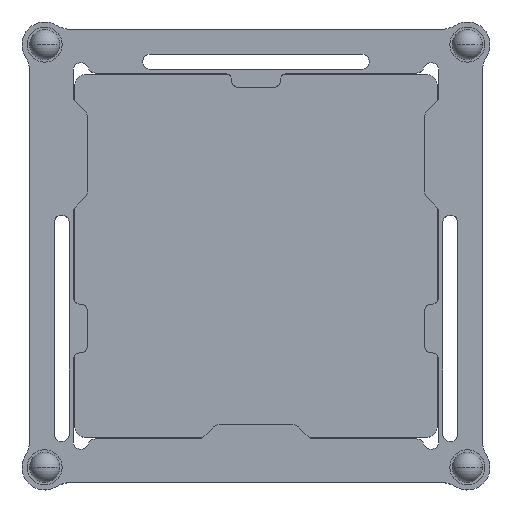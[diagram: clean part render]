
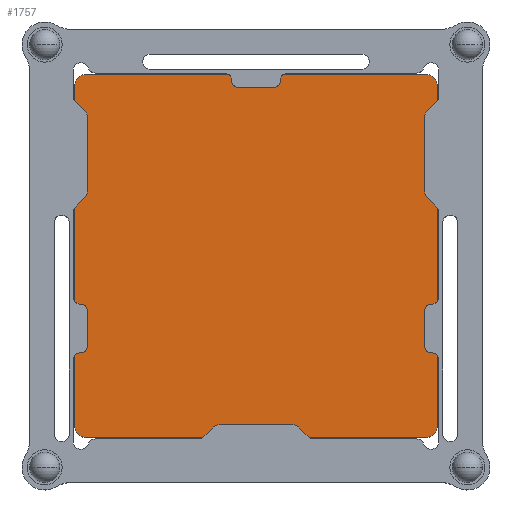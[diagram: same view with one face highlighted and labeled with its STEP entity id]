
A CAD part, top view. The second image highlights one B-rep face of the part: STEP entity #1757.
In plain terms, the highlighted planar face has unit normal (0, 0, 1).
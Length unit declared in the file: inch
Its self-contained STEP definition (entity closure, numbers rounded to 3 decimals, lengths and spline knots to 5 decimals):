
#124 = CARTESIAN_POINT ( 'NONE',  ( -1.42126, 1.42126, 0.25 ) ) ;
#174 = CARTESIAN_POINT ( 'NONE',  ( -1.42126, -1.42126, 0.25 ) ) ;
#185 = CARTESIAN_POINT ( 'NONE',  ( 1.42126, -1.42126, 0.25 ) ) ;
#191 = LINE ( 'NONE', #1606, #4342 ) ;
#296 = EDGE_CURVE ( 'NONE', #8198, #2912, #2133, .T. ) ;
#333 = DIRECTION ( 'NONE',  ( 1., 0., 0. ) ) ;
#466 = EDGE_CURVE ( 'NONE', #5780, #5399, #3212, .T. ) ;
#650 = EDGE_CURVE ( 'NONE', #5020, #4541, #7854, .T. ) ;
#828 = DIRECTION ( 'NONE',  ( 1., 0., 0. ) ) ;
#833 = AXIS2_PLACEMENT_3D ( 'NONE', #124, #7745, #5270 ) ;
#927 = DIRECTION ( 'NONE',  ( 0., -1., 0. ) ) ;
#1279 = DIRECTION ( 'NONE',  ( 0., 0., 1. ) ) ;
#1360 = DIRECTION ( 'NONE',  ( 1., 0., 0. ) ) ;
#1486 = CIRCLE ( 'NONE', #1892, 0.07874 ) ;
#1606 = CARTESIAN_POINT ( 'NONE',  ( 1.5, -1.5, 0.25 ) ) ;
#1665 = CARTESIAN_POINT ( 'NONE',  ( 1.42126, 1.42126, 0.25 ) ) ;
#1757 = ADVANCED_FACE ( 'NONE', ( #6427 ), #3926, .T. ) ;
#1806 = ORIENTED_EDGE ( 'NONE', *, *, #466, .F. ) ;
#1892 = AXIS2_PLACEMENT_3D ( 'NONE', #1665, #1279, #1360 ) ;
#1977 = ORIENTED_EDGE ( 'NONE', *, *, #296, .F. ) ;
#2004 = DIRECTION ( 'NONE',  ( 1., 0., 0. ) ) ;
#2133 = LINE ( 'NONE', #4113, #7937 ) ;
#2569 = AXIS2_PLACEMENT_3D ( 'NONE', #174, #4703, #333 ) ;
#2575 = CARTESIAN_POINT ( 'NONE',  ( 1.5, -1.42126, 0.25 ) ) ;
#2634 = AXIS2_PLACEMENT_3D ( 'NONE', #185, #4040, #828 ) ;
#2700 = CARTESIAN_POINT ( 'NONE',  ( -1.5, 1.42126, 0.25 ) ) ;
#2912 = VERTEX_POINT ( 'NONE', #7171 ) ;
#3212 = LINE ( 'NONE', #5155, #7675 ) ;
#3254 = ORIENTED_EDGE ( 'NONE', *, *, #3751, .T. ) ;
#3305 = CIRCLE ( 'NONE', #2634, 0.07874 ) ;
#3638 = AXIS2_PLACEMENT_3D ( 'NONE', #5690, #5210, #2004 ) ;
#3751 = EDGE_CURVE ( 'NONE', #7086, #5399, #1486, .T. ) ;
#3926 = PLANE ( 'NONE',  #3638 ) ;
#4025 = ORIENTED_EDGE ( 'NONE', *, *, #650, .F. ) ;
#4040 = DIRECTION ( 'NONE',  ( 0., 0., 1. ) ) ;
#4113 = CARTESIAN_POINT ( 'NONE',  ( 1.5, -1.5, 0.25 ) ) ;
#4263 = EDGE_LOOP ( 'NONE', ( #4025, #7785, #1977, #5479, #4331, #3254, #1806, #5959 ) ) ;
#4331 = ORIENTED_EDGE ( 'NONE', *, *, #5735, .F. ) ;
#4342 = VECTOR ( 'NONE', #927, 39.37008 ) ;
#4372 = VECTOR ( 'NONE', #4708, 39.37008 ) ;
#4442 = CIRCLE ( 'NONE', #2569, 0.07874 ) ;
#4498 = VERTEX_POINT ( 'NONE', #2575 ) ;
#4541 = VERTEX_POINT ( 'NONE', #2700 ) ;
#4553 = CARTESIAN_POINT ( 'NONE',  ( -1.5, -1.5, 0.25 ) ) ;
#4703 = DIRECTION ( 'NONE',  ( 0., 0., 1. ) ) ;
#4708 = DIRECTION ( 'NONE',  ( 0., 1., 0. ) ) ;
#4898 = EDGE_CURVE ( 'NONE', #5020, #2912, #4442, .T. ) ;
#4972 = CARTESIAN_POINT ( 'NONE',  ( -1.42126, 1.5, 0.25 ) ) ;
#5020 = VERTEX_POINT ( 'NONE', #6818 ) ;
#5155 = CARTESIAN_POINT ( 'NONE',  ( 1.5, 1.5, 0.25 ) ) ;
#5210 = DIRECTION ( 'NONE',  ( 0., 0., 1. ) ) ;
#5270 = DIRECTION ( 'NONE',  ( 1., 0., 0. ) ) ;
#5399 = VERTEX_POINT ( 'NONE', #5497 ) ;
#5479 = ORIENTED_EDGE ( 'NONE', *, *, #6728, .T. ) ;
#5497 = CARTESIAN_POINT ( 'NONE',  ( 1.42126, 1.5, 0.25 ) ) ;
#5674 = EDGE_CURVE ( 'NONE', #5780, #4541, #7265, .T. ) ;
#5690 = CARTESIAN_POINT ( 'NONE',  ( 0., 0., 0.25 ) ) ;
#5735 = EDGE_CURVE ( 'NONE', #7086, #4498, #191, .T. ) ;
#5780 = VERTEX_POINT ( 'NONE', #4972 ) ;
#5959 = ORIENTED_EDGE ( 'NONE', *, *, #5674, .T. ) ;
#6427 = FACE_OUTER_BOUND ( 'NONE', #4263, .T. ) ;
#6728 = EDGE_CURVE ( 'NONE', #8198, #4498, #3305, .T. ) ;
#6818 = CARTESIAN_POINT ( 'NONE',  ( -1.5, -1.42126, 0.25 ) ) ;
#6983 = DIRECTION ( 'NONE',  ( 1., 0., 0. ) ) ;
#7086 = VERTEX_POINT ( 'NONE', #7242 ) ;
#7171 = CARTESIAN_POINT ( 'NONE',  ( -1.42126, -1.5, 0.25 ) ) ;
#7242 = CARTESIAN_POINT ( 'NONE',  ( 1.5, 1.42126, 0.25 ) ) ;
#7265 = CIRCLE ( 'NONE', #833, 0.07874 ) ;
#7675 = VECTOR ( 'NONE', #6983, 39.37008 ) ;
#7745 = DIRECTION ( 'NONE',  ( 0., 0., 1. ) ) ;
#7785 = ORIENTED_EDGE ( 'NONE', *, *, #4898, .T. ) ;
#7854 = LINE ( 'NONE', #4553, #4372 ) ;
#7928 = CARTESIAN_POINT ( 'NONE',  ( 1.42126, -1.5, 0.25 ) ) ;
#7937 = VECTOR ( 'NONE', #7969, 39.37008 ) ;
#7969 = DIRECTION ( 'NONE',  ( -1., 0., 0. ) ) ;
#8198 = VERTEX_POINT ( 'NONE', #7928 ) ;
